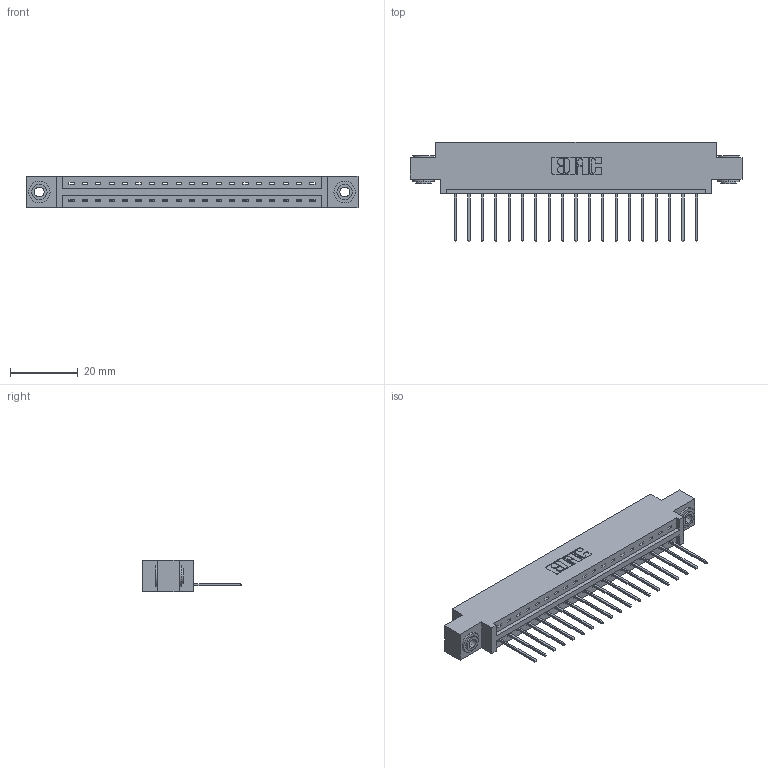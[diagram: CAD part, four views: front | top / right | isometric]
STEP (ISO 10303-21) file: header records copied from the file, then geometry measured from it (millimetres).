
FILE_DESCRIPTION (( 'STEP AP203' ), '1' );
FILE_NAME ('337-019-540-603.STEP', '2019-09-28T21:32:27', ( '' ), ( '' ), 'SwSTEP 2.0', 'SolidWorks 2016', '' );
FILE_SCHEMA (( 'CONFIG_CONTROL_DESIGN' ));
Length unit declared in the file: inch
Products named in the file (4): 345-292-001_345-293-140; 337-019-540-603; 345-250-002_345-250-002-102; 337 Part_0.170 Offset - 0.156 Dia-TH
Assembly tree (22 placements, depth 2):
  337-019-540-603
    337 Part_0.170 Offset - 0.156 Dia-TH
    345-292-001_345-293-140  x19
    345-250-002_345-250-002-102  x2
Bounding box: 98.3 x 29.47 x 9.4 mm (x, y, z)
Volume: 9856.2 mm3; surface area: 10577.4 mm2
Topology: 22 solids, 22 shells, 1334 faces, 3971 edges, 2618 vertices
Faces by surface type: plane 958, cylinder 368, cone 8
Entity records: 17898 total; most frequent: CARTESIAN_POINT 3094, ORIENTED_EDGE 3042, DIRECTION 2685, EDGE_CURVE 1521, VECTOR 1369, LINE 1369, VERTEX_POINT 1010, AXIS2_PLACEMENT_3D 658
